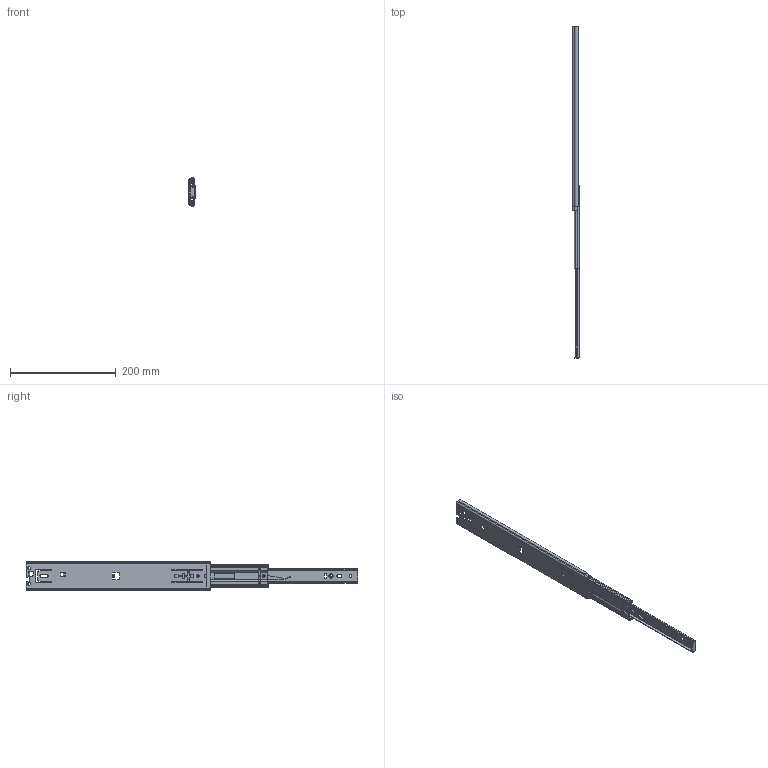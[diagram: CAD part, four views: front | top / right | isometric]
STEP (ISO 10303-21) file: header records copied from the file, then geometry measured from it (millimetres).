
FILE_DESCRIPTION( ( 'Unknown' ), '1' );
FILE_NAME( '85A01-350.stp', 'Unknown', ( 'Unknown' ), ( 'Unknown' ), 'PSStep 14.0', 'Unknown', ' ' );
FILE_SCHEMA( ( 'AUTOMOTIVE_DESIGN { 1 0 10303 214 1 1 1 1 }' ) );
Length unit declared in the file: millimetre
Products named in the file (6): Assem1; 85A01P11-02-350; 85A01P21-03-350; 85A01P30-04-350; 85A01P30-04-B; 
Assembly tree (5 placements, depth 2):
  Assem1
    85A01P11-02-350
    85A01P21-03-350
    85A01P30-04-350
    85A01P30-04-B
  
Bounding box: 12.6 x 626.4 x 54.48 mm (x, y, z)
Volume: 88701.6 mm3; surface area: 110748.2 mm2
Topology: 5 solids, 5 shells, 678 faces, 1965 edges, 1298 vertices
Faces by surface type: plane 352, cylinder 247, extrusion 59, cone 16, torus 4
Full cylindrical faces by diameter (mm): 3 x1, 3.2 x2, 4.6 x1, 5 x4, 5.1 x1, 5.3 x1, 5.5 x1, 6.4 x1, 7.5 x1
Entity records: 28483 total; most frequent: CARTESIAN_POINT 4859, ORIENTED_EDGE 3878, DIRECTION 3653, EDGE_CURVE 1939, VECTOR 1289, VERTEX_POINT 1287, LINE 1230, AXIS2_PLACEMENT_3D 1182
